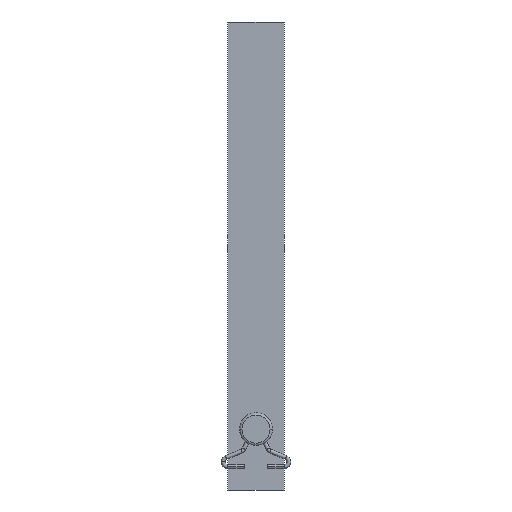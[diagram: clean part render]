
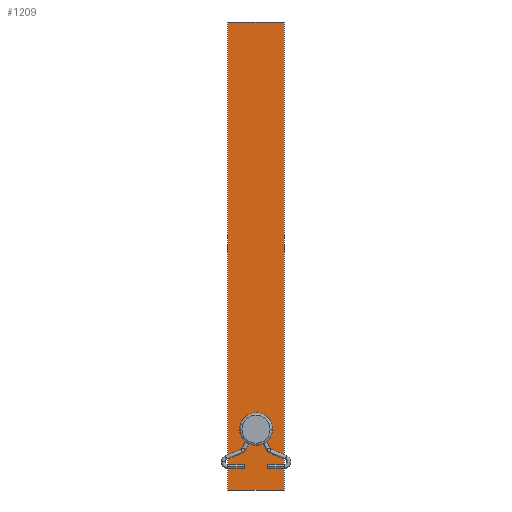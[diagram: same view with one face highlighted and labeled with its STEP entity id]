
A CAD part, left-side view. The second image highlights one B-rep face of the part: STEP entity #1209.
In plain terms, the highlighted planar face has unit normal (-1, 0, 0).
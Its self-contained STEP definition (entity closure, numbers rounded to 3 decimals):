
#190 = AXIS2_PLACEMENT_3D ( 'NONE', #610, #1011, #1974 ) ;
#193 = VERTEX_POINT ( 'NONE', #896 ) ;
#213 = EDGE_LOOP ( 'NONE', ( #568, #558, #2386, #2083 ) ) ;
#228 = FACE_BOUND ( 'NONE', #2558, .T. ) ;
#235 = EDGE_CURVE ( 'NONE', #1368, #958, #2473, .T. ) ;
#521 = AXIS2_PLACEMENT_3D ( 'NONE', #1651, #948, #708 ) ;
#548 = CARTESIAN_POINT ( 'NONE',  ( -0.5, -6., 100. ) ) ;
#551 = CARTESIAN_POINT ( 'NONE',  ( -0.5, 6., 0. ) ) ;
#558 = ORIENTED_EDGE ( 'NONE', *, *, #2563, .F. ) ;
#568 = ORIENTED_EDGE ( 'NONE', *, *, #235, .T. ) ;
#610 = CARTESIAN_POINT ( 'NONE',  ( -0.5, 0., 13. ) ) ;
#666 = EDGE_CURVE ( 'NONE', #1175, #1075, #2424, .T. ) ;
#692 = EDGE_CURVE ( 'NONE', #1075, #1175, #1505, .T. ) ;
#708 = DIRECTION ( 'NONE',  ( 0., 1., 0. ) ) ;
#743 = CARTESIAN_POINT ( 'NONE',  ( -0.5, 0., 13. ) ) ;
#854 = CARTESIAN_POINT ( 'NONE',  ( -0.5, 6., 100. ) ) ;
#880 = CARTESIAN_POINT ( 'NONE',  ( -0.5, -6., 0. ) ) ;
#896 = CARTESIAN_POINT ( 'NONE',  ( -0.5, 6., 100. ) ) ;
#948 = DIRECTION ( 'NONE',  ( 1., 0., 0. ) ) ;
#958 = VERTEX_POINT ( 'NONE', #880 ) ;
#991 = VECTOR ( 'NONE', #1800, 1000. ) ;
#1011 = DIRECTION ( 'NONE',  ( -1., 0., 0. ) ) ;
#1075 = VERTEX_POINT ( 'NONE', #2984 ) ;
#1175 = VERTEX_POINT ( 'NONE', #1883 ) ;
#1209 = ADVANCED_FACE ( 'NONE', ( #228, #1379 ), #1868, .F. ) ;
#1219 = CARTESIAN_POINT ( 'NONE',  ( -0.5, -6., 100. ) ) ;
#1283 = LINE ( 'NONE', #854, #991 ) ;
#1368 = VERTEX_POINT ( 'NONE', #551 ) ;
#1379 = FACE_OUTER_BOUND ( 'NONE', #213, .T. ) ;
#1505 = CIRCLE ( 'NONE', #2369, 2. ) ;
#1514 = DIRECTION ( 'NONE',  ( 0., -1., 0. ) ) ;
#1651 = CARTESIAN_POINT ( 'NONE',  ( -0.5, 6., 100. ) ) ;
#1720 = LINE ( 'NONE', #1755, #2943 ) ;
#1747 = VECTOR ( 'NONE', #1514, 1000. ) ;
#1755 = CARTESIAN_POINT ( 'NONE',  ( -0.5, 6., 100. ) ) ;
#1800 = DIRECTION ( 'NONE',  ( 0., -1., 0. ) ) ;
#1863 = VERTEX_POINT ( 'NONE', #548 ) ;
#1868 = PLANE ( 'NONE',  #521 ) ;
#1883 = CARTESIAN_POINT ( 'NONE',  ( -0.5, -2., 13. ) ) ;
#1974 = DIRECTION ( 'NONE',  ( 0., 1., 0. ) ) ;
#1981 = EDGE_CURVE ( 'NONE', #193, #1368, #1720, .T. ) ;
#1987 = DIRECTION ( 'NONE',  ( -1., 0., 0. ) ) ;
#2008 = CARTESIAN_POINT ( 'NONE',  ( -0.5, 6., 0. ) ) ;
#2060 = EDGE_CURVE ( 'NONE', #193, #1863, #1283, .T. ) ;
#2083 = ORIENTED_EDGE ( 'NONE', *, *, #1981, .T. ) ;
#2176 = LINE ( 'NONE', #1219, #2702 ) ;
#2220 = DIRECTION ( 'NONE',  ( 0., 0., -1. ) ) ;
#2369 = AXIS2_PLACEMENT_3D ( 'NONE', #743, #1987, #2696 ) ;
#2386 = ORIENTED_EDGE ( 'NONE', *, *, #2060, .F. ) ;
#2424 = CIRCLE ( 'NONE', #190, 2. ) ;
#2473 = LINE ( 'NONE', #2008, #1747 ) ;
#2494 = ORIENTED_EDGE ( 'NONE', *, *, #692, .F. ) ;
#2558 = EDGE_LOOP ( 'NONE', ( #2868, #2494 ) ) ;
#2563 = EDGE_CURVE ( 'NONE', #1863, #958, #2176, .T. ) ;
#2696 = DIRECTION ( 'NONE',  ( 0., 1., 0. ) ) ;
#2702 = VECTOR ( 'NONE', #2220, 1000. ) ;
#2868 = ORIENTED_EDGE ( 'NONE', *, *, #666, .F. ) ;
#2904 = DIRECTION ( 'NONE',  ( 0., 0., -1. ) ) ;
#2943 = VECTOR ( 'NONE', #2904, 1000. ) ;
#2984 = CARTESIAN_POINT ( 'NONE',  ( -0.5, 2., 13. ) ) ;
